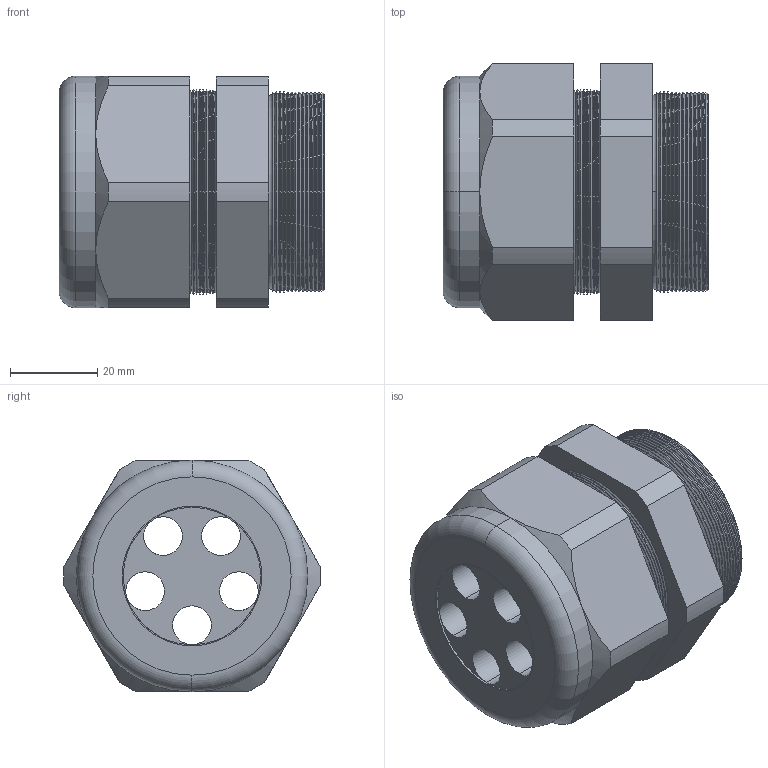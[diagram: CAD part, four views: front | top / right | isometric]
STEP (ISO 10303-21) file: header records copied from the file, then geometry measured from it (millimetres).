
FILE_DESCRIPTION (( 'STEP AP203' ), '1' );
FILE_NAME ('CD36A1-BK.STEP', '2008-10-17T13:51:18', ( 'BSI00' ), ( '' ), 'SwSTEP 2.0', 'SolidWorks 2007', '' );
FILE_SCHEMA (( 'CONFIG_CONTROL_DESIGN' ));
Length unit declared in the file: inch
Products named in the file (1): CD36A1-BK
Bounding box: 60.96 x 58.91 x 53.09 mm (x, y, z)
Volume: 83219.9 mm3; surface area: 26788.1 mm2
Topology: 2 solids, 2 shells, 199 faces, 426 edges, 236 vertices
Faces by surface type: cone 142, cylinder 30, plane 21, torus 6
Entity records: 5467 total; most frequent: DIRECTION 1032, CARTESIAN_POINT 966, ORIENTED_EDGE 852, EDGE_CURVE 426, AXIS2_PLACEMENT_3D 418, VERTEX_POINT 236, CIRCLE 218, EDGE_LOOP 216
